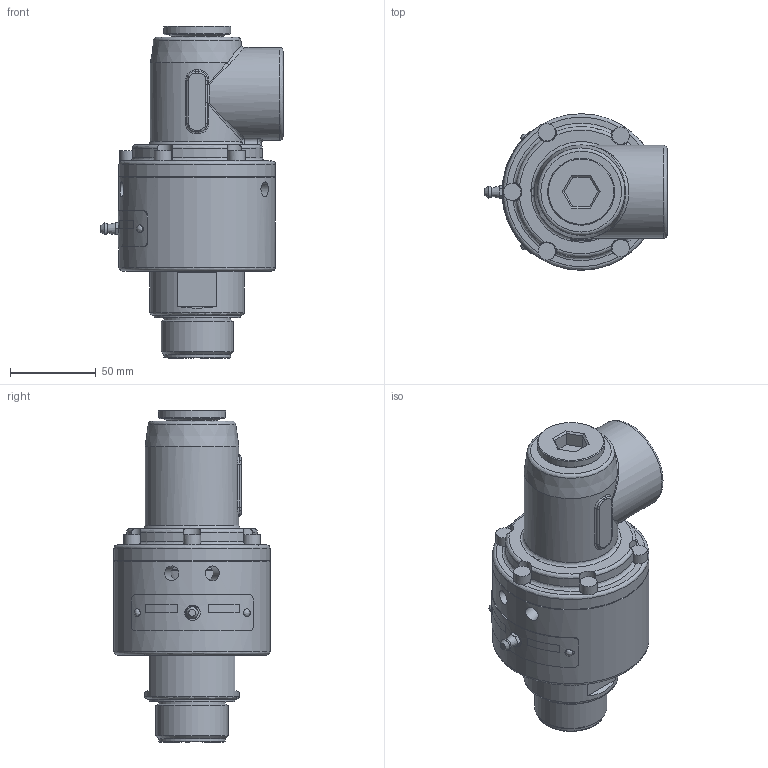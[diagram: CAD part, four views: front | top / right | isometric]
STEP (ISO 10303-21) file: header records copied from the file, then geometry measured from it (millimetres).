
FILE_DESCRIPTION (( 'STEP AP214' ), '1' );
FILE_NAME ('TUR-GR32G-RH.STEP', '2016-08-22T09:02:53', ( '' ), ( '' ), 'SwSTEP 2.0', 'SolidWorks 2016', '' );
FILE_SCHEMA (( 'AUTOMOTIVE_DESIGN' ));
Length unit declared in the file: millimetre
Products named in the file (1): TUR-GR32G-RH
Bounding box: 106.02 x 91 x 193.1 mm (x, y, z)
Surface area: 116751.4 mm2 (no closed solid volume)
Topology: 0 solids, 3 shells, 380 faces, 924 edges, 600 vertices
Faces by surface type: plane 148, cylinder 128, bspline 66, cone 37, torus 1
Full cylindrical faces by diameter (mm): 2.5 x5, 3 x3, 6 x2, 6.2 x3, 7 x1, 8.57 x5, 9 x1, 10 x5, 30.09 x1, 30.29 x1, 30.7 x1, 31.5 x1, 32 x2, 35 x1, 35.5 x1, 38 x1, 38.5 x2, 38.8 x2, 38.95 x1, 39 x1, 39.5 x1, 40.5 x1, 41 x1, 41.5 x1, 41.91 x1, 42 x1, 42.5 x1, 42.6 x1, 42.8 x1, 43 x1
Entity records: 20140 total; most frequent: CARTESIAN_POINT 9282, ORIENTED_EDGE 1430, DIRECTION 1422, EDGE_CURVE 716, AXIS2_PLACEMENT_3D 605, EDGE_LOOP 586, VERTEX_POINT 522, FACE_OUTER_BOUND 472
